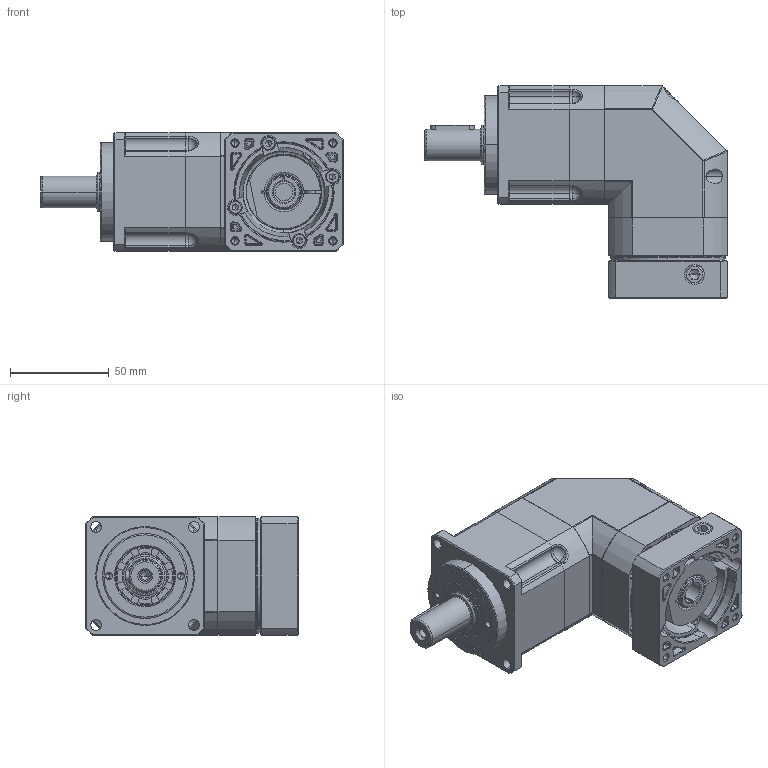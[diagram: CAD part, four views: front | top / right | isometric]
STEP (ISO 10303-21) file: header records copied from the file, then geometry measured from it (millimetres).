
FILE_DESCRIPTION (( 'STEP AP203' ), '1' );
FILE_NAME ('FABR060D-L1-11-50-70-M4-33.STEP', '2021-04-28T06:06:31', ( '微软用户' ), ( '微软中国' ), 'SwSTEP 2.0', 'SolidWorks 2016', '' );
FILE_SCHEMA (( 'CONFIG_CONTROL_DESIGN' ));
Length unit declared in the file: millimetre
Products named in the file (15): 7-怀堤傷褲极FABR060D_1; FAB060D输出内齿圈壳体; 2-输入端壳体FABR060D; FAB060D隅弇覃淕杶; FAB060D怀堤俴陎殤1_1; 珨撰眻褒眊极FABR060D-21.04; 坶踡遠18-37-12(1)_3; 11-镂空输入法兰FAB060D-50-70-M4; A倰す瑩5-22_2; 输入调整套14-11; 蚐猾20304_1; FABR060D-L1-11-50-70-M4-33; 输入轴FABR060D-14; hex socket set screws with cone point gb_GB_FASTENER_SCREWS_HSCP M10X10-N_3; hexagon socket head cap screws gb_GB_FASTENER_SCREWS_HSHCS M4X16-N_4
Assembly tree (17 placements, depth 2):
  FABR060D-L1-11-50-70-M4-33
    7-怀堤傷褲极FABR060D_1
    2-输入端壳体FABR060D
    FAB060D怀堤俴陎殤1_1
    坶踡遠18-37-12(1)_3
    A倰す瑩5-22_2
    蚐猾20304_1
    输入轴FABR060D-14
    hex socket set screws with cone point gb_GB_FASTENER_SCREWS_HSCP M10X10-N_3
    hexagon socket head cap screws gb_GB_FASTENER_SCREWS_HSHCS M4X16-N_4  x4
    FAB060D输出内齿圈壳体
    FAB060D隅弇覃淕杶
    珨撰眻褒眊极FABR060D-21.04
    11-镂空输入法兰FAB060D-50-70-M4
    输入调整套14-11
Bounding box: 153 x 107.5 x 60 mm (x, y, z)
Volume: 312911.3 mm3; surface area: 106770.4 mm2
Topology: 17 solids, 27 shells, 1203 faces, 2923 edges, 1769 vertices
Faces by surface type: cylinder 416, plane 347, cone 216, bspline 170, torus 37, sphere 17
Entity records: 46024 total; most frequent: CARTESIAN_POINT 18920, ORIENTED_EDGE 5338, DIRECTION 5307, EDGE_CURVE 2685, AXIS2_PLACEMENT_3D 2136, VERTEX_POINT 1666, EDGE_LOOP 1243, CIRCLE 1157
